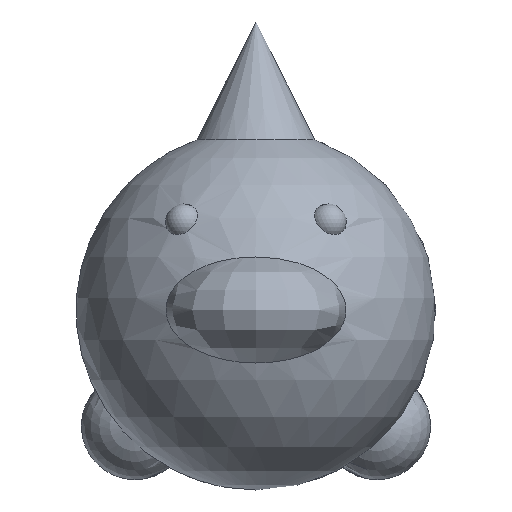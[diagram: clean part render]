
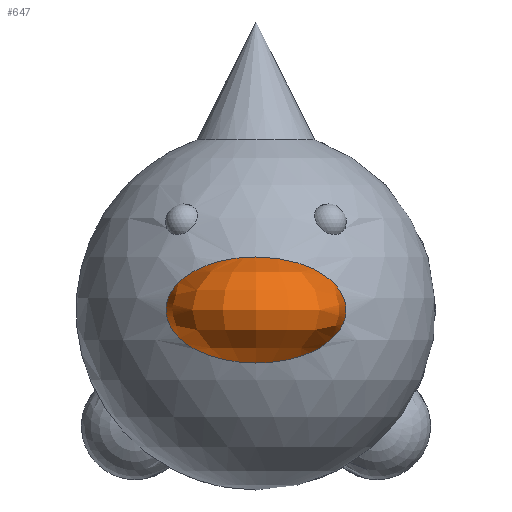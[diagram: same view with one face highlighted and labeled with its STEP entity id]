
A CAD part, front view. The second image highlights one B-rep face of the part: STEP entity #647.
In plain terms, the highlighted free-form (B-spline) face has degree [2, 2] with [5, 9] control points.
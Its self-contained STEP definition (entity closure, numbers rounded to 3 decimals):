
#119=FACE_OUTER_BOUND('',#161,.T.);
#161=EDGE_LOOP('',(#595));
#227=B_SPLINE_CURVE_WITH_KNOTS('',3,(#2406,#2407,#2408,#2409,#2410,#2411,
#2412,#2413,#2414,#2415,#2416,#2417,#2418,#2419,#2420,#2421,#2422,#2423,
#2424,#2425,#2426,#2427,#2428,#2429,#2430,#2431,#2432,#2433,#2434,#2435,
#2436,#2437,#2438,#2439,#2440,#2441,#2442,#2443,#2444,#2445,#2446,#2447,
#2448,#2449,#2450,#2451,#2452,#2453,#2454,#2455,#2456,#2457,#2458,#2459,
#2460,#2461),.UNSPECIFIED.,.T.,.F.,(4,2,2,2,2,2,2,2,2,2,2,2,2,2,2,2,2,2,
2,2,2,2,2,2,2,2,2,4),(0.,0.191,0.355,0.585,
0.908,1.278,1.53,1.73,1.926,
2.174,2.526,2.897,3.065,3.234,
3.411,3.573,3.743,4.194,4.586,
4.855,5.071,5.285,5.559,5.949,
6.336,6.517,6.702,6.773),
 .UNSPECIFIED.);
#309=VERTEX_POINT('',#2405);
#408=EDGE_CURVE('',#309,#309,#227,.T.);
#595=ORIENTED_EDGE('',*,*,#408,.F.);
#623=(
BOUNDED_SURFACE()
B_SPLINE_SURFACE(2,2,((#2360,#2361,#2362,#2363,#2364,#2365,#2366,#2367,
#2368),(#2369,#2370,#2371,#2372,#2373,#2374,#2375,#2376,#2377),(#2378,#2379,
#2380,#2381,#2382,#2383,#2384,#2385,#2386),(#2387,#2388,#2389,#2390,#2391,
#2392,#2393,#2394,#2395),(#2396,#2397,#2398,#2399,#2400,#2401,#2402,#2403,
#2404)),.UNSPECIFIED.,.F.,.T.,.F.)
B_SPLINE_SURFACE_WITH_KNOTS((3,2,3),(3,2,2,2,3),(-4.712,-3.142,
-1.571),(0.,1.571,3.142,4.712,
6.283),.UNSPECIFIED.)
GEOMETRIC_REPRESENTATION_ITEM()
RATIONAL_B_SPLINE_SURFACE(((1.,0.707,1.,0.707,1.,
0.707,1.,0.707,1.),(0.707,0.5,0.707,
0.5,0.707,0.5,0.707,0.5,0.707),(1.,
0.707,1.,0.707,1.,0.707,1.,0.707,
1.),(0.707,0.5,0.707,0.5,0.707,0.5,
0.707,0.5,0.707),(1.,0.707,1.,0.707,
1.,0.707,1.,0.707,1.)))
REPRESENTATION_ITEM('')
SURFACE()
);
#647=ADVANCED_FACE('',(#119),#623,.T.);
#2360=CARTESIAN_POINT('Ctrl Pts',(0.,-21.542,
-7.5));
#2361=CARTESIAN_POINT('Ctrl Pts',(0.,-21.542,
-7.5));
#2362=CARTESIAN_POINT('Ctrl Pts',(0.,-21.542,-7.5));
#2363=CARTESIAN_POINT('Ctrl Pts',(0.,-21.542,
-7.5));
#2364=CARTESIAN_POINT('Ctrl Pts',(0.,-21.542,
-7.5));
#2365=CARTESIAN_POINT('Ctrl Pts',(0.,-21.542,
-7.5));
#2366=CARTESIAN_POINT('Ctrl Pts',(0.,-21.542,-7.5));
#2367=CARTESIAN_POINT('Ctrl Pts',(0.,-21.542,
-7.5));
#2368=CARTESIAN_POINT('Ctrl Pts',(0.,-21.542,
-7.5));
#2369=CARTESIAN_POINT('Ctrl Pts',(-12.5,-21.542,-7.5));
#2370=CARTESIAN_POINT('Ctrl Pts',(-12.5,-9.042,-7.5));
#2371=CARTESIAN_POINT('Ctrl Pts',(0.,-9.042,-7.5));
#2372=CARTESIAN_POINT('Ctrl Pts',(12.5,-9.042,-7.5));
#2373=CARTESIAN_POINT('Ctrl Pts',(12.5,-21.542,-7.5));
#2374=CARTESIAN_POINT('Ctrl Pts',(12.5,-34.042,-7.5));
#2375=CARTESIAN_POINT('Ctrl Pts',(0.,-34.042,-7.5));
#2376=CARTESIAN_POINT('Ctrl Pts',(-12.5,-34.042,-7.5));
#2377=CARTESIAN_POINT('Ctrl Pts',(-12.5,-21.542,-7.5));
#2378=CARTESIAN_POINT('Ctrl Pts',(-12.5,-21.542,0.));
#2379=CARTESIAN_POINT('Ctrl Pts',(-12.5,-9.042,0.));
#2380=CARTESIAN_POINT('Ctrl Pts',(0.,-9.042,0.));
#2381=CARTESIAN_POINT('Ctrl Pts',(12.5,-9.042,0.));
#2382=CARTESIAN_POINT('Ctrl Pts',(12.5,-21.542,0.));
#2383=CARTESIAN_POINT('Ctrl Pts',(12.5,-34.042,0.));
#2384=CARTESIAN_POINT('Ctrl Pts',(0.,-34.042,0.));
#2385=CARTESIAN_POINT('Ctrl Pts',(-12.5,-34.042,0.));
#2386=CARTESIAN_POINT('Ctrl Pts',(-12.5,-21.542,0.));
#2387=CARTESIAN_POINT('Ctrl Pts',(-12.5,-21.542,7.5));
#2388=CARTESIAN_POINT('Ctrl Pts',(-12.5,-9.042,7.5));
#2389=CARTESIAN_POINT('Ctrl Pts',(0.,-9.042,7.5));
#2390=CARTESIAN_POINT('Ctrl Pts',(12.5,-9.042,7.5));
#2391=CARTESIAN_POINT('Ctrl Pts',(12.5,-21.542,7.5));
#2392=CARTESIAN_POINT('Ctrl Pts',(12.5,-34.042,7.5));
#2393=CARTESIAN_POINT('Ctrl Pts',(0.,-34.042,7.5));
#2394=CARTESIAN_POINT('Ctrl Pts',(-12.5,-34.042,7.5));
#2395=CARTESIAN_POINT('Ctrl Pts',(-12.5,-21.542,7.5));
#2396=CARTESIAN_POINT('Ctrl Pts',(0.,-21.542,
7.5));
#2397=CARTESIAN_POINT('Ctrl Pts',(0.,-21.542,
7.5));
#2398=CARTESIAN_POINT('Ctrl Pts',(0.,-21.542,7.5));
#2399=CARTESIAN_POINT('Ctrl Pts',(0.,-21.542,
7.5));
#2400=CARTESIAN_POINT('Ctrl Pts',(0.,-21.542,
7.5));
#2401=CARTESIAN_POINT('Ctrl Pts',(0.,-21.542,
7.5));
#2402=CARTESIAN_POINT('Ctrl Pts',(0.,-21.542,7.5));
#2403=CARTESIAN_POINT('Ctrl Pts',(0.,-21.542,
7.5));
#2404=CARTESIAN_POINT('Ctrl Pts',(0.,-21.542,
7.5));
#2405=CARTESIAN_POINT('',(-0.091,-23.89,7.366));
#2406=CARTESIAN_POINT('Ctrl Pts',(-0.091,-23.89,
7.366));
#2407=CARTESIAN_POINT('Ctrl Pts',(0.544,-23.892,7.369));
#2408=CARTESIAN_POINT('Ctrl Pts',(1.182,-23.876,7.344));
#2409=CARTESIAN_POINT('Ctrl Pts',(2.369,-23.816,7.244));
#2410=CARTESIAN_POINT('Ctrl Pts',(2.918,-23.776,7.177));
#2411=CARTESIAN_POINT('Ctrl Pts',(4.228,-23.649,6.96));
#2412=CARTESIAN_POINT('Ctrl Pts',(4.986,-23.551,6.789));
#2413=CARTESIAN_POINT('Ctrl Pts',(6.768,-23.264,6.26));
#2414=CARTESIAN_POINT('Ctrl Pts',(7.787,-23.051,5.85));
#2415=CARTESIAN_POINT('Ctrl Pts',(9.794,-22.55,4.708));
#2416=CARTESIAN_POINT('Ctrl Pts',(10.674,-22.278,3.983));
#2417=CARTESIAN_POINT('Ctrl Pts',(11.752,-21.921,2.619));
#2418=CARTESIAN_POINT('Ctrl Pts',(12.103,-21.796,1.996));
#2419=CARTESIAN_POINT('Ctrl Pts',(12.469,-21.663,0.762));
#2420=CARTESIAN_POINT('Ctrl Pts',(12.532,-21.639,0.196));
#2421=CARTESIAN_POINT('Ctrl Pts',(12.436,-21.674,-0.944));
#2422=CARTESIAN_POINT('Ctrl Pts',(12.283,-21.731,-1.488));
#2423=CARTESIAN_POINT('Ctrl Pts',(11.743,-21.923,-2.648));
#2424=CARTESIAN_POINT('Ctrl Pts',(11.314,-22.07,-3.228));
#2425=CARTESIAN_POINT('Ctrl Pts',(10.11,-22.45,-4.458));
#2426=CARTESIAN_POINT('Ctrl Pts',(9.199,-22.713,-5.101));
#2427=CARTESIAN_POINT('Ctrl Pts',(6.974,-23.228,-6.207));
#2428=CARTESIAN_POINT('Ctrl Pts',(5.725,-23.455,-6.619));
#2429=CARTESIAN_POINT('Ctrl Pts',(3.863,-23.687,-7.026));
#2430=CARTESIAN_POINT('Ctrl Pts',(3.271,-23.746,-7.126));
#2431=CARTESIAN_POINT('Ctrl Pts',(2.072,-23.835,-7.276));
#2432=CARTESIAN_POINT('Ctrl Pts',(1.465,-23.865,-7.326));
#2433=CARTESIAN_POINT('Ctrl Pts',(0.217,-23.895,-7.375));
#2434=CARTESIAN_POINT('Ctrl Pts',(-0.426,-23.893,
-7.372));
#2435=CARTESIAN_POINT('Ctrl Pts',(-1.655,-23.857,-7.312));
#2436=CARTESIAN_POINT('Ctrl Pts',(-2.242,-23.825,-7.259));
#2437=CARTESIAN_POINT('Ctrl Pts',(-3.442,-23.731,-7.1));
#2438=CARTESIAN_POINT('Ctrl Pts',(-4.056,-23.666,-6.99));
#2439=CARTESIAN_POINT('Ctrl Pts',(-6.271,-23.377,-6.478));
#2440=CARTESIAN_POINT('Ctrl Pts',(-7.7,-23.079,-5.924));
#2441=CARTESIAN_POINT('Ctrl Pts',(-9.924,-22.512,-4.609));
#2442=CARTESIAN_POINT('Ctrl Pts',(-10.77,-22.248,-3.887));
#2443=CARTESIAN_POINT('Ctrl Pts',(-11.804,-21.903,-2.533));
#2444=CARTESIAN_POINT('Ctrl Pts',(-12.139,-21.783,-1.913));
#2445=CARTESIAN_POINT('Ctrl Pts',(-12.482,-21.658,-0.685));
#2446=CARTESIAN_POINT('Ctrl Pts',(-12.534,-21.638,-0.12));
#2447=CARTESIAN_POINT('Ctrl Pts',(-12.419,-21.681,1.019));
#2448=CARTESIAN_POINT('Ctrl Pts',(-12.256,-21.741,1.563));
#2449=CARTESIAN_POINT('Ctrl Pts',(-11.693,-21.94,2.727));
#2450=CARTESIAN_POINT('Ctrl Pts',(-11.248,-22.092,3.31));
#2451=CARTESIAN_POINT('Ctrl Pts',(-10.002,-22.482,4.545));
#2452=CARTESIAN_POINT('Ctrl Pts',(-9.06,-22.75,5.19));
#2453=CARTESIAN_POINT('Ctrl Pts',(-6.832,-23.254,6.256));
#2454=CARTESIAN_POINT('Ctrl Pts',(-5.624,-23.47,6.645));
#2455=CARTESIAN_POINT('Ctrl Pts',(-3.811,-23.693,7.035));
#2456=CARTESIAN_POINT('Ctrl Pts',(-3.223,-23.75,7.133));
#2457=CARTESIAN_POINT('Ctrl Pts',(-2.024,-23.838,7.281));
#2458=CARTESIAN_POINT('Ctrl Pts',(-1.411,-23.868,7.33));
#2459=CARTESIAN_POINT('Ctrl Pts',(-0.561,-23.886,
7.361));
#2460=CARTESIAN_POINT('Ctrl Pts',(-0.326,-23.889,
7.365));
#2461=CARTESIAN_POINT('Ctrl Pts',(-0.091,-23.89,
7.366));
